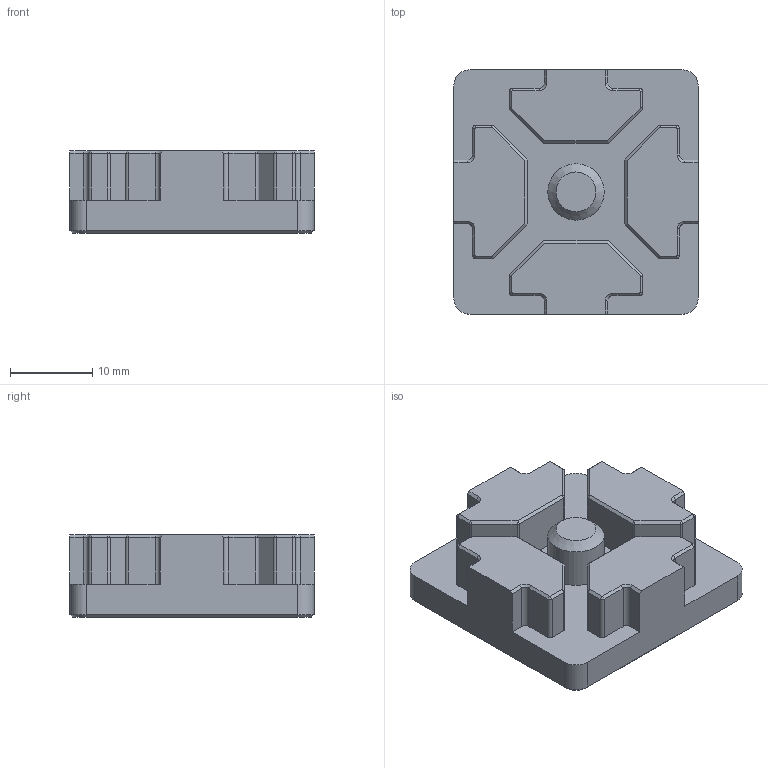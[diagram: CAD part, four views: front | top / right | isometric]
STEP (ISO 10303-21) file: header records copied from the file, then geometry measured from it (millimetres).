
FILE_DESCRIPTION(/* description */ (''),/* implementation_level */ '2;1');
FILE_NAME(/* name */ '3030_endCap v4.step',/* time_stamp */ '2019-08-07T21:12:31-04:00',/* author */ (''),/* organization */ (''),/* preprocessor_version */ 'ST-DEVELOPER v18',/* originating_system */ 'Autodesk Translation Framework v8.2.0.1029',/* authorisation */ '');
FILE_SCHEMA (('AUTOMOTIVE_DESIGN { 1 0 10303 214 3 1 1 }'));
Length unit declared in the file: millimetre
Products named in the file (1): 3030_endCap
Bounding box: 29.8 x 29.8 x 10 mm (x, y, z)
Volume: 6354.1 mm3; surface area: 3371.7 mm2
Topology: 1 solids, 1 shells, 161 faces, 401 edges, 243 vertices
Faces by surface type: plane 87, cone 37, cylinder 37
Full cylindrical faces by diameter (mm): 6.86 x1
Entity records: 4748 total; most frequent: CARTESIAN_POINT 846, DIRECTION 828, ORIENTED_EDGE 802, EDGE_CURVE 401, LINE 282, VECTOR 282, AXIS2_PLACEMENT_3D 273, VERTEX_POINT 243
